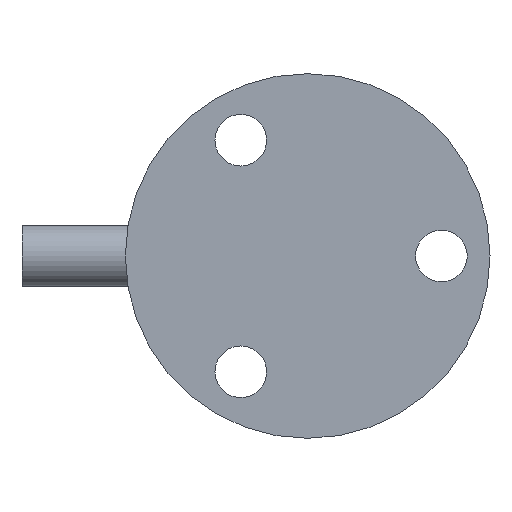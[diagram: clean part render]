
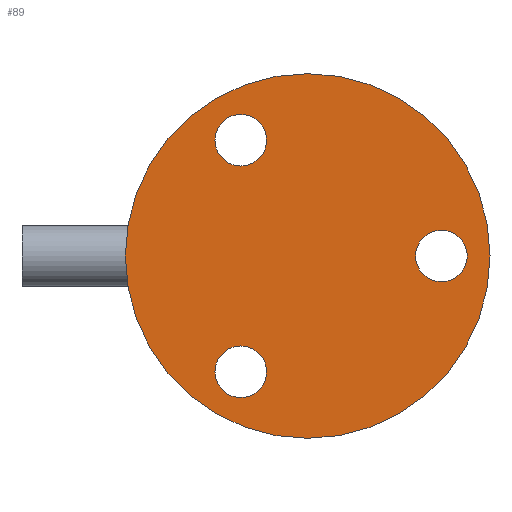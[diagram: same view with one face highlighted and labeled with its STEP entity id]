
A CAD part, left-side view. The second image highlights one B-rep face of the part: STEP entity #89.
In plain terms, the highlighted planar face has unit normal (-1, 0, 0).
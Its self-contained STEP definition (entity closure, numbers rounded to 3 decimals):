
#8 = FACE_BOUND ( 'NONE', #382, .T. ) ;
#17 = PLANE ( 'NONE',  #304 ) ;
#21 = CIRCLE ( 'NONE', #592, 4.25 ) ;
#24 = ORIENTED_EDGE ( 'NONE', *, *, #234, .T. ) ;
#26 = CARTESIAN_POINT ( 'NONE',  ( 0., 11., 19.053 ) ) ;
#33 = AXIS2_PLACEMENT_3D ( 'NONE', #439, #538, #296 ) ;
#40 = VERTEX_POINT ( 'NONE', #589 ) ;
#42 = CARTESIAN_POINT ( 'NONE',  ( 0., 0., 0. ) ) ;
#45 = CIRCLE ( 'NONE', #516, 4.25 ) ;
#58 = DIRECTION ( 'NONE',  ( 1., 0., 0. ) ) ;
#60 = CARTESIAN_POINT ( 'NONE',  ( 0., 11., -14.803 ) ) ;
#75 = AXIS2_PLACEMENT_3D ( 'NONE', #326, #145, #85 ) ;
#85 = DIRECTION ( 'NONE',  ( 0., 0., -1. ) ) ;
#86 = EDGE_CURVE ( 'NONE', #228, #118, #576, .T. ) ;
#89 = ADVANCED_FACE ( 'NONE', ( #450, #452, #8, #544 ), #17, .F. ) ;
#100 = VERTEX_POINT ( 'NONE', #120 ) ;
#108 = CARTESIAN_POINT ( 'NONE',  ( 0., 11., 23.303 ) ) ;
#113 = AXIS2_PLACEMENT_3D ( 'NONE', #26, #373, #595 ) ;
#118 = VERTEX_POINT ( 'NONE', #108 ) ;
#120 = CARTESIAN_POINT ( 'NONE',  ( 0., -22., 4.25 ) ) ;
#138 = CIRCLE ( 'NONE', #113, 4.25 ) ;
#145 = DIRECTION ( 'NONE',  ( 1., 0., 0. ) ) ;
#146 = ORIENTED_EDGE ( 'NONE', *, *, #208, .T. ) ;
#160 = CARTESIAN_POINT ( 'NONE',  ( 0., 0., -30. ) ) ;
#176 = EDGE_LOOP ( 'NONE', ( #560, #24 ) ) ;
#178 = AXIS2_PLACEMENT_3D ( 'NONE', #42, #235, #616 ) ;
#194 = EDGE_CURVE ( 'NONE', #118, #228, #138, .T. ) ;
#196 = DIRECTION ( 'NONE',  ( 0., 0., -1. ) ) ;
#208 = EDGE_CURVE ( 'NONE', #505, #40, #345, .T. ) ;
#214 = CARTESIAN_POINT ( 'NONE',  ( 0., 0., 0. ) ) ;
#228 = VERTEX_POINT ( 'NONE', #412 ) ;
#234 = EDGE_CURVE ( 'NONE', #100, #362, #21, .T. ) ;
#235 = DIRECTION ( 'NONE',  ( 1., 0., 0. ) ) ;
#242 = ORIENTED_EDGE ( 'NONE', *, *, #396, .F. ) ;
#258 = CARTESIAN_POINT ( 'NONE',  ( 0., 11., -19.053 ) ) ;
#271 = DIRECTION ( 'NONE',  ( 1., 0., 0. ) ) ;
#283 = EDGE_LOOP ( 'NONE', ( #410, #146 ) ) ;
#292 = VERTEX_POINT ( 'NONE', #338 ) ;
#296 = DIRECTION ( 'NONE',  ( 0., 0., -1. ) ) ;
#304 = AXIS2_PLACEMENT_3D ( 'NONE', #214, #58, #586 ) ;
#308 = EDGE_CURVE ( 'NONE', #549, #292, #526, .T. ) ;
#314 = DIRECTION ( 'NONE',  ( 1., 0., 0. ) ) ;
#326 = CARTESIAN_POINT ( 'NONE',  ( 0., -22., 0. ) ) ;
#333 = AXIS2_PLACEMENT_3D ( 'NONE', #476, #522, #196 ) ;
#338 = CARTESIAN_POINT ( 'NONE',  ( 0., 0., 30. ) ) ;
#345 = CIRCLE ( 'NONE', #418, 4.25 ) ;
#356 = EDGE_CURVE ( 'NONE', #362, #100, #564, .T. ) ;
#361 = CARTESIAN_POINT ( 'NONE',  ( 0., -22., 0. ) ) ;
#362 = VERTEX_POINT ( 'NONE', #520 ) ;
#371 = ORIENTED_EDGE ( 'NONE', *, *, #86, .T. ) ;
#373 = DIRECTION ( 'NONE',  ( 1., 0., 0. ) ) ;
#382 = EDGE_LOOP ( 'NONE', ( #371, #573 ) ) ;
#396 = EDGE_CURVE ( 'NONE', #292, #549, #399, .T. ) ;
#399 = CIRCLE ( 'NONE', #178, 30. ) ;
#409 = DIRECTION ( 'NONE',  ( 0., 0., -1. ) ) ;
#410 = ORIENTED_EDGE ( 'NONE', *, *, #524, .T. ) ;
#412 = CARTESIAN_POINT ( 'NONE',  ( 0., 11., 14.803 ) ) ;
#418 = AXIS2_PLACEMENT_3D ( 'NONE', #457, #271, #409 ) ;
#437 = EDGE_LOOP ( 'NONE', ( #242, #531 ) ) ;
#439 = CARTESIAN_POINT ( 'NONE',  ( 0., 11., 19.053 ) ) ;
#450 = FACE_BOUND ( 'NONE', #176, .T. ) ;
#452 = FACE_BOUND ( 'NONE', #283, .T. ) ;
#457 = CARTESIAN_POINT ( 'NONE',  ( 0., 11., -19.053 ) ) ;
#476 = CARTESIAN_POINT ( 'NONE',  ( 0., 0., 0. ) ) ;
#498 = DIRECTION ( 'NONE',  ( 1., 0., 0. ) ) ;
#505 = VERTEX_POINT ( 'NONE', #60 ) ;
#516 = AXIS2_PLACEMENT_3D ( 'NONE', #258, #498, #581 ) ;
#520 = CARTESIAN_POINT ( 'NONE',  ( 0., -22., -4.25 ) ) ;
#522 = DIRECTION ( 'NONE',  ( 1., 0., 0. ) ) ;
#524 = EDGE_CURVE ( 'NONE', #40, #505, #45, .T. ) ;
#526 = CIRCLE ( 'NONE', #333, 30. ) ;
#531 = ORIENTED_EDGE ( 'NONE', *, *, #308, .F. ) ;
#538 = DIRECTION ( 'NONE',  ( 1., 0., 0. ) ) ;
#544 = FACE_OUTER_BOUND ( 'NONE', #437, .T. ) ;
#549 = VERTEX_POINT ( 'NONE', #160 ) ;
#551 = DIRECTION ( 'NONE',  ( 0., 0., -1. ) ) ;
#560 = ORIENTED_EDGE ( 'NONE', *, *, #356, .T. ) ;
#564 = CIRCLE ( 'NONE', #75, 4.25 ) ;
#573 = ORIENTED_EDGE ( 'NONE', *, *, #194, .T. ) ;
#576 = CIRCLE ( 'NONE', #33, 4.25 ) ;
#581 = DIRECTION ( 'NONE',  ( 0., 0., -1. ) ) ;
#586 = DIRECTION ( 'NONE',  ( 0., 0., -1. ) ) ;
#589 = CARTESIAN_POINT ( 'NONE',  ( 0., 11., -23.303 ) ) ;
#592 = AXIS2_PLACEMENT_3D ( 'NONE', #361, #314, #551 ) ;
#595 = DIRECTION ( 'NONE',  ( 0., 0., -1. ) ) ;
#616 = DIRECTION ( 'NONE',  ( 0., 0., -1. ) ) ;
